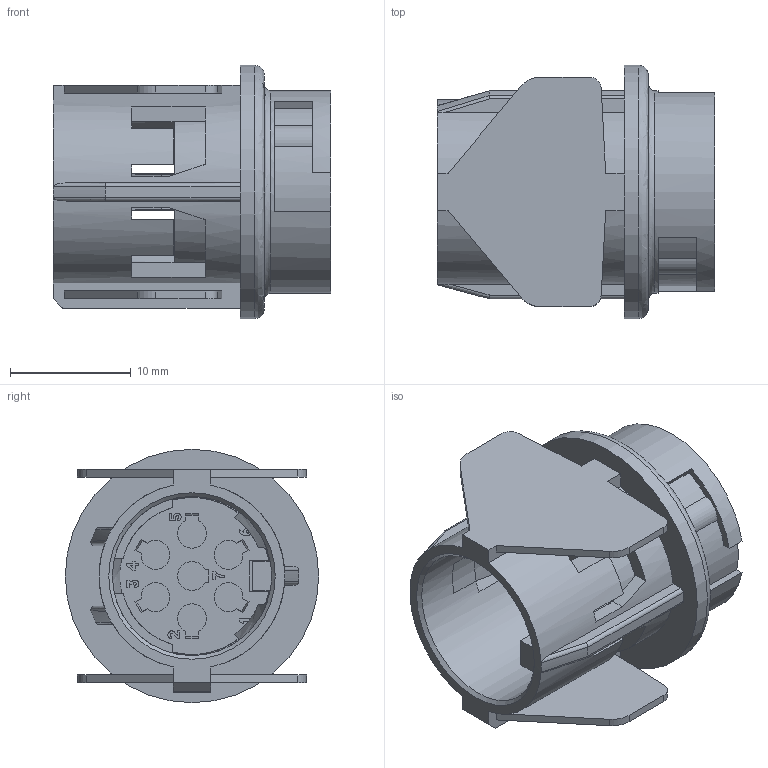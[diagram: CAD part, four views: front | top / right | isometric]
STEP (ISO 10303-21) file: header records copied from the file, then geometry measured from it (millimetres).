
FILE_DESCRIPTION(/* description */ (''),/* implementation_level */ '2;1');
FILE_NAME(/* name */ 't 3437 550 unxc001-01.stp',/* time_stamp */ '2019-07-08T17:18:07+02:00',/* author */ (''),/* organization */ (''),/* preprocessor_version */ 'ST-DEVELOPER v16.7',/* originating_system */ 'SIEMENS PLM Software NX 12.0',/* authorisation */ '');
FILE_SCHEMA (('AUTOMOTIVE_DESIGN { 1 0 10303 214 3 1 1 1 }'));
Length unit declared in the file: millimetre
Products named in the file (1): t 3437 550 unxc001-01
Bounding box: 23 x 21 x 21 mm (x, y, z)
Volume: 3108.7 mm3; surface area: 4097.7 mm2
Topology: 1 solids, 1 shells, 317 faces, 872 edges, 572 vertices
Faces by surface type: plane 221, cylinder 56, bspline 22, cone 15, revolution 3
Full cylindrical faces by diameter (mm): 14 x1, 16.8 x1, 21 x1
Entity records: 10417 total; most frequent: CARTESIAN_POINT 2499, ORIENTED_EDGE 1722, DIRECTION 1533, EDGE_CURVE 861, LINE 586, VECTOR 586, VERTEX_POINT 569, AXIS2_PLACEMENT_3D 472
